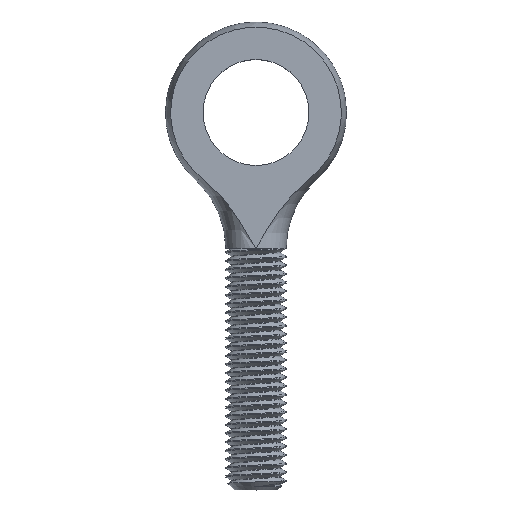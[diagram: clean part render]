
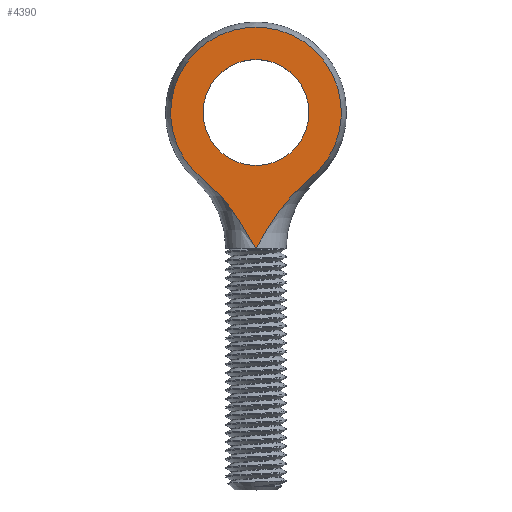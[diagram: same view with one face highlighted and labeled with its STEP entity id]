
A CAD part, top view. The second image highlights one B-rep face of the part: STEP entity #4390.
In plain terms, the highlighted planar face has unit normal (0, 0, 1).
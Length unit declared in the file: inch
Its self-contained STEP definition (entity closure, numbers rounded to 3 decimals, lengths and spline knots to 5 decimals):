
#107 = CARTESIAN_POINT ( 'NONE',  ( 0.1318, 0.20065, 0.125 ) ) ;
#207 = EDGE_CURVE ( 'NONE', #433, #5269, #5831, .T. ) ;
#218 = CIRCLE ( 'NONE', #6310, 0.35355 ) ;
#298 = CARTESIAN_POINT ( 'NONE',  ( -0.01492, 0.02611, 0.125 ) ) ;
#433 = VERTEX_POINT ( 'NONE', #5156 ) ;
#615 = ORIENTED_EDGE ( 'NONE', *, *, #207, .F. ) ;
#670 = CARTESIAN_POINT ( 'NONE',  ( 0.1128, 0.17724, 0.125 ) ) ;
#715 = DIRECTION ( 'NONE',  ( 0., 0., 1. ) ) ;
#728 = PLANE ( 'NONE',  #5134 ) ;
#841 = CARTESIAN_POINT ( 'NONE',  ( -0.375, 0.9375, 0.125 ) ) ;
#941 = CARTESIAN_POINT ( 'NONE',  ( 0., 0.5625, 0.125 ) ) ;
#1235 = B_SPLINE_CURVE_WITH_KNOTS ( 'NONE', 3,
 ( #5498, #1533, #6652, #4910, #3712, #4383, #5984, #3786, #7185, #6092, #7112, #298, #4350, #4943 ),
 .UNSPECIFIED., .F., .F.,
 ( 4, 2, 2, 2, 2, 2, 4 ),
 ( 0.00986, 0.01213, 0.01327, 0.01441, 0.01669, 0.01783, 0.01897 ),
 .UNSPECIFIED. ) ;
#1533 = CARTESIAN_POINT ( 'NONE',  ( -0.19441, 0.26568, 0.125 ) ) ;
#1543 = EDGE_CURVE ( 'NONE', #2695, #7006, #2379, .T. ) ;
#1613 = CARTESIAN_POINT ( 'NONE',  ( 0.06106, 0.10355, 0.125 ) ) ;
#1827 = EDGE_CURVE ( 'NONE', #7006, #3095, #218, .T. ) ;
#2262 = DIRECTION ( 'NONE',  ( 0., 1., 0. ) ) ;
#2379 = B_SPLINE_CURVE_WITH_KNOTS ( 'NONE', 3,
 ( #2502, #5128, #4607, #1613, #5242, #5792, #670, #107, #2400, #3004, #3626, #4142 ),
 .UNSPECIFIED., .F., .F.,
 ( 4, 2, 2, 2, 2, 4 ),
 ( -0.00002, 0.00227, 0.00455, 0.0057, 0.00684, 0.00913 ),
 .UNSPECIFIED. ) ;
#2400 = CARTESIAN_POINT ( 'NONE',  ( 0.14172, 0.21212, 0.125 ) ) ;
#2445 = CARTESIAN_POINT ( 'NONE',  ( -0.21799, 0.28415, 0.125 ) ) ;
#2502 = CARTESIAN_POINT ( 'NONE',  ( 0., 0., 0.125 ) ) ;
#2508 = CARTESIAN_POINT ( 'NONE',  ( 0., 0.34311, 0.125 ) ) ;
#2575 = ORIENTED_EDGE ( 'NONE', *, *, #3041, .F. ) ;
#2695 = VERTEX_POINT ( 'NONE', #6888 ) ;
#2743 = EDGE_LOOP ( 'NONE', ( #3501, #2798, #4162 ) ) ;
#2751 = AXIS2_PLACEMENT_3D ( 'NONE', #5836, #715, #5872 ) ;
#2798 = ORIENTED_EDGE ( 'NONE', *, *, #1827, .T. ) ;
#3004 = CARTESIAN_POINT ( 'NONE',  ( 0.17249, 0.24525, 0.125 ) ) ;
#3041 = EDGE_CURVE ( 'NONE', #5269, #433, #7040, .T. ) ;
#3095 = VERTEX_POINT ( 'NONE', #2445 ) ;
#3139 = DIRECTION ( 'NONE',  ( 0., 0., -1. ) ) ;
#3192 = CARTESIAN_POINT ( 'NONE',  ( 0.21799, 0.28415, 0.125 ) ) ;
#3204 = DIRECTION ( 'NONE',  ( 0., 0., 1. ) ) ;
#3501 = ORIENTED_EDGE ( 'NONE', *, *, #1543, .T. ) ;
#3578 = FACE_BOUND ( 'NONE', #3657, .T. ) ;
#3626 = CARTESIAN_POINT ( 'NONE',  ( 0.19441, 0.26568, 0.125 ) ) ;
#3657 = EDGE_LOOP ( 'NONE', ( #615, #2575 ) ) ;
#3712 = CARTESIAN_POINT ( 'NONE',  ( -0.1318, 0.20065, 0.125 ) ) ;
#3786 = CARTESIAN_POINT ( 'NONE',  ( -0.07734, 0.12875, 0.125 ) ) ;
#4142 = CARTESIAN_POINT ( 'NONE',  ( 0.21799, 0.28415, 0.125 ) ) ;
#4162 = ORIENTED_EDGE ( 'NONE', *, *, #4768, .T. ) ;
#4285 = DIRECTION ( 'NONE',  ( 0., 1., 0. ) ) ;
#4350 = CARTESIAN_POINT ( 'NONE',  ( -0.00742, 0.01298, 0.125 ) ) ;
#4383 = CARTESIAN_POINT ( 'NONE',  ( -0.1128, 0.17724, 0.125 ) ) ;
#4390 = ADVANCED_FACE ( 'NONE', ( #3578, #5960 ), #728, .F. ) ;
#4403 = DIRECTION ( 'NONE',  ( 0., 0., 1. ) ) ;
#4607 = CARTESIAN_POINT ( 'NONE',  ( 0.02985, 0.05223, 0.125 ) ) ;
#4768 = EDGE_CURVE ( 'NONE', #3095, #2695, #1235, .T. ) ;
#4910 = CARTESIAN_POINT ( 'NONE',  ( -0.14172, 0.21212, 0.125 ) ) ;
#4943 = CARTESIAN_POINT ( 'NONE',  ( 0., 0., 0.125 ) ) ;
#5036 = CARTESIAN_POINT ( 'NONE',  ( 0., 0.5625, 0.125 ) ) ;
#5128 = CARTESIAN_POINT ( 'NONE',  ( 0.01489, 0.02605, 0.125 ) ) ;
#5134 = AXIS2_PLACEMENT_3D ( 'NONE', #841, #3139, #5297 ) ;
#5156 = CARTESIAN_POINT ( 'NONE',  ( 0., 0.78189, 0.125 ) ) ;
#5242 = CARTESIAN_POINT ( 'NONE',  ( 0.07734, 0.12876, 0.125 ) ) ;
#5269 = VERTEX_POINT ( 'NONE', #2508 ) ;
#5297 = DIRECTION ( 'NONE',  ( 0., 1., 0. ) ) ;
#5498 = CARTESIAN_POINT ( 'NONE',  ( -0.21799, 0.28415, 0.125 ) ) ;
#5792 = CARTESIAN_POINT ( 'NONE',  ( 0.1037, 0.16528, 0.125 ) ) ;
#5831 = CIRCLE ( 'NONE', #7273, 0.21939 ) ;
#5836 = CARTESIAN_POINT ( 'NONE',  ( 0., 0.5625, 0.125 ) ) ;
#5872 = DIRECTION ( 'NONE',  ( 0., 1., 0. ) ) ;
#5960 = FACE_OUTER_BOUND ( 'NONE', #2743, .T. ) ;
#5984 = CARTESIAN_POINT ( 'NONE',  ( -0.1037, 0.16528, 0.125 ) ) ;
#6092 = CARTESIAN_POINT ( 'NONE',  ( -0.03765, 0.06505, 0.125 ) ) ;
#6310 = AXIS2_PLACEMENT_3D ( 'NONE', #5036, #4403, #2262 ) ;
#6652 = CARTESIAN_POINT ( 'NONE',  ( -0.17249, 0.24525, 0.125 ) ) ;
#6888 = CARTESIAN_POINT ( 'NONE',  ( 0., 0., 0.125 ) ) ;
#7006 = VERTEX_POINT ( 'NONE', #3192 ) ;
#7040 = CIRCLE ( 'NONE', #2751, 0.21939 ) ;
#7112 = CARTESIAN_POINT ( 'NONE',  ( -0.03002, 0.05211, 0.125 ) ) ;
#7185 = CARTESIAN_POINT ( 'NONE',  ( -0.06106, 0.10355, 0.125 ) ) ;
#7273 = AXIS2_PLACEMENT_3D ( 'NONE', #941, #3204, #4285 ) ;
